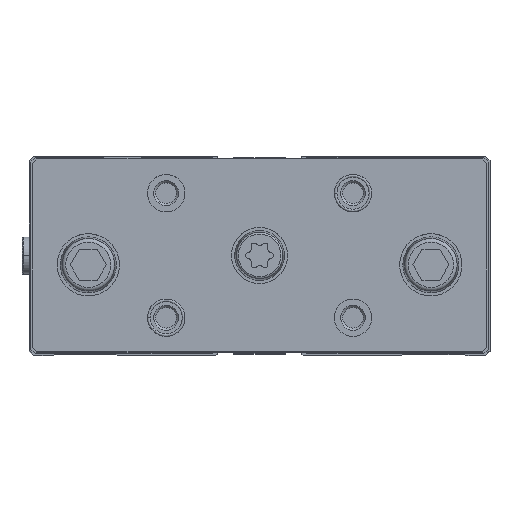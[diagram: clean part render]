
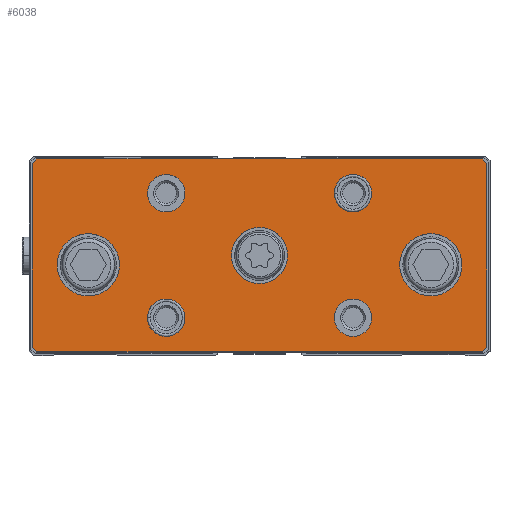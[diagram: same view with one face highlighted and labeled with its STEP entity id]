
A CAD part, top view. The second image highlights one B-rep face of the part: STEP entity #6038.
In plain terms, the highlighted face is planar.
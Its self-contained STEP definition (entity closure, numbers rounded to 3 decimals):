
#514=CIRCLE('',#6710,9.);
#515=CIRCLE('',#6711,10.);
#516=CIRCLE('',#6712,10.);
#517=CIRCLE('',#6713,6.);
#518=CIRCLE('',#6714,6.);
#519=CIRCLE('',#6715,6.);
#520=CIRCLE('',#6716,6.);
#1811=ORIENTED_EDGE('',*,*,#2783,.F.);
#1812=ORIENTED_EDGE('',*,*,#2784,.F.);
#1813=ORIENTED_EDGE('',*,*,#2785,.F.);
#1814=ORIENTED_EDGE('',*,*,#2786,.F.);
#1815=ORIENTED_EDGE('',*,*,#2787,.F.);
#1816=ORIENTED_EDGE('',*,*,#2788,.F.);
#1817=ORIENTED_EDGE('',*,*,#2789,.F.);
#1818=ORIENTED_EDGE('',*,*,#2748,.T.);
#1819=ORIENTED_EDGE('',*,*,#2752,.T.);
#1820=ORIENTED_EDGE('',*,*,#2757,.T.);
#1821=ORIENTED_EDGE('',*,*,#2760,.T.);
#1822=ORIENTED_EDGE('',*,*,#2763,.T.);
#1823=ORIENTED_EDGE('',*,*,#2766,.T.);
#1824=ORIENTED_EDGE('',*,*,#2771,.T.);
#1825=ORIENTED_EDGE('',*,*,#2774,.T.);
#2748=EDGE_CURVE('',#3375,#3376,#3876,.T.);
#2752=EDGE_CURVE('',#3376,#3379,#3880,.T.);
#2757=EDGE_CURVE('',#3379,#3383,#3883,.T.);
#2760=EDGE_CURVE('',#3383,#3385,#3886,.T.);
#2763=EDGE_CURVE('',#3385,#3387,#3889,.T.);
#2766=EDGE_CURVE('',#3387,#3389,#3892,.T.);
#2771=EDGE_CURVE('',#3389,#3393,#3895,.T.);
#2774=EDGE_CURVE('',#3393,#3375,#3898,.T.);
#2783=EDGE_CURVE('',#3402,#3402,#514,.T.);
#2784=EDGE_CURVE('',#3403,#3403,#515,.T.);
#2785=EDGE_CURVE('',#3404,#3404,#516,.T.);
#2786=EDGE_CURVE('',#3405,#3405,#517,.T.);
#2787=EDGE_CURVE('',#3406,#3406,#518,.T.);
#2788=EDGE_CURVE('',#3407,#3407,#519,.T.);
#2789=EDGE_CURVE('',#3408,#3408,#520,.T.);
#3375=VERTEX_POINT('',#10093);
#3376=VERTEX_POINT('',#10094);
#3379=VERTEX_POINT('',#10102);
#3383=VERTEX_POINT('',#10112);
#3385=VERTEX_POINT('',#10118);
#3387=VERTEX_POINT('',#10124);
#3389=VERTEX_POINT('',#10130);
#3393=VERTEX_POINT('',#10140);
#3402=VERTEX_POINT('',#10164);
#3403=VERTEX_POINT('',#10166);
#3404=VERTEX_POINT('',#10168);
#3405=VERTEX_POINT('',#10170);
#3406=VERTEX_POINT('',#10172);
#3407=VERTEX_POINT('',#10174);
#3408=VERTEX_POINT('',#10176);
#3876=LINE('',#10092,#4322);
#3880=LINE('',#10101,#4326);
#3883=LINE('',#10111,#4329);
#3886=LINE('',#10117,#4332);
#3889=LINE('',#10123,#4335);
#3892=LINE('',#10129,#4338);
#3895=LINE('',#10139,#4341);
#3898=LINE('',#10145,#4344);
#4322=VECTOR('',#8243,1000.);
#4326=VECTOR('',#8249,1000.);
#4329=VECTOR('',#8258,1000.);
#4332=VECTOR('',#8263,1000.);
#4335=VECTOR('',#8268,1000.);
#4338=VECTOR('',#8273,1000.);
#4341=VECTOR('',#8282,1000.);
#4344=VECTOR('',#8287,1000.);
#4816=EDGE_LOOP('',(#1811));
#4817=EDGE_LOOP('',(#1812));
#4818=EDGE_LOOP('',(#1813));
#4819=EDGE_LOOP('',(#1814));
#4820=EDGE_LOOP('',(#1815));
#4821=EDGE_LOOP('',(#1816));
#4822=EDGE_LOOP('',(#1817));
#4823=EDGE_LOOP('',(#1818,#1819,#1820,#1821,#1822,#1823,#1824,#1825));
#5392=FACE_BOUND('',#4816,.T.);
#5393=FACE_BOUND('',#4817,.T.);
#5394=FACE_BOUND('',#4818,.T.);
#5395=FACE_BOUND('',#4819,.T.);
#5396=FACE_BOUND('',#4820,.T.);
#5397=FACE_BOUND('',#4821,.T.);
#5398=FACE_BOUND('',#4822,.T.);
#5399=FACE_BOUND('',#4823,.T.);
#5720=PLANE('',#6709);
#6038=ADVANCED_FACE('',(#5392,#5393,#5394,#5395,#5396,#5397,#5398,#5399),
#5720,.T.);
#6709=AXIS2_PLACEMENT_3D('',#10162,#8305,#8306);
#6710=AXIS2_PLACEMENT_3D('',#10163,#8307,#8308);
#6711=AXIS2_PLACEMENT_3D('',#10165,#8309,#8310);
#6712=AXIS2_PLACEMENT_3D('',#10167,#8311,#8312);
#6713=AXIS2_PLACEMENT_3D('',#10169,#8313,#8314);
#6714=AXIS2_PLACEMENT_3D('',#10171,#8315,#8316);
#6715=AXIS2_PLACEMENT_3D('',#10173,#8317,#8318);
#6716=AXIS2_PLACEMENT_3D('',#10175,#8319,#8320);
#8243=DIRECTION('',(0.,-1.,0.));
#8249=DIRECTION('',(0.,-0.707,-0.707));
#8258=DIRECTION('',(0.,0.,-1.));
#8263=DIRECTION('',(0.,0.707,-0.707));
#8268=DIRECTION('',(0.,1.,0.));
#8273=DIRECTION('',(0.,0.707,0.707));
#8282=DIRECTION('',(0.,0.,1.));
#8287=DIRECTION('',(0.,-0.707,0.707));
#8305=DIRECTION('',(1.,0.,0.));
#8306=DIRECTION('',(0.,0.,-1.));
#8307=DIRECTION('',(1.,0.,0.));
#8308=DIRECTION('',(0.,0.,-1.));
#8309=DIRECTION('',(1.,0.,0.));
#8310=DIRECTION('',(0.,0.,-1.));
#8311=DIRECTION('',(1.,0.,0.));
#8312=DIRECTION('',(0.,0.,-1.));
#8313=DIRECTION('',(1.,0.,0.));
#8314=DIRECTION('',(0.,0.,-1.));
#8315=DIRECTION('',(1.,0.,0.));
#8316=DIRECTION('',(0.,0.,-1.));
#8317=DIRECTION('',(1.,0.,0.));
#8318=DIRECTION('',(0.,0.,-1.));
#8319=DIRECTION('',(1.,0.,0.));
#8320=DIRECTION('',(0.,0.,-1.));
#10092=CARTESIAN_POINT('',(18.,29.5,73.));
#10093=CARTESIAN_POINT('',(18.,29.5,73.));
#10094=CARTESIAN_POINT('',(18.,-29.5,73.));
#10101=CARTESIAN_POINT('',(18.,-29.5,73.));
#10102=CARTESIAN_POINT('',(18.,-31.,71.5));
#10111=CARTESIAN_POINT('',(18.,-31.,71.5));
#10112=CARTESIAN_POINT('',(18.,-31.,-71.5));
#10117=CARTESIAN_POINT('',(18.,-31.,-71.5));
#10118=CARTESIAN_POINT('',(18.,-29.5,-73.));
#10123=CARTESIAN_POINT('',(18.,-29.5,-73.));
#10124=CARTESIAN_POINT('',(18.,29.5,-73.));
#10129=CARTESIAN_POINT('',(18.,29.5,-73.));
#10130=CARTESIAN_POINT('',(18.,31.,-71.5));
#10139=CARTESIAN_POINT('',(18.,31.,-71.5));
#10140=CARTESIAN_POINT('',(18.,31.,71.5));
#10145=CARTESIAN_POINT('',(18.,31.,71.5));
#10162=CARTESIAN_POINT('',(18.,0.,0.));
#10163=CARTESIAN_POINT('',(18.,0.,0.));
#10164=CARTESIAN_POINT('',(18.,0.,-9.));
#10165=CARTESIAN_POINT('',(18.,-3.,-55.));
#10166=CARTESIAN_POINT('',(18.,-3.,-65.));
#10167=CARTESIAN_POINT('',(18.,-3.,55.));
#10168=CARTESIAN_POINT('',(18.,-3.,45.));
#10169=CARTESIAN_POINT('',(18.,20.,-30.));
#10170=CARTESIAN_POINT('',(18.,20.,-36.));
#10171=CARTESIAN_POINT('',(18.,20.,30.));
#10172=CARTESIAN_POINT('',(18.,20.,24.));
#10173=CARTESIAN_POINT('',(18.,-20.,-30.));
#10174=CARTESIAN_POINT('',(18.,-20.,-36.));
#10175=CARTESIAN_POINT('',(18.,-20.,30.));
#10176=CARTESIAN_POINT('',(18.,-20.,24.));
